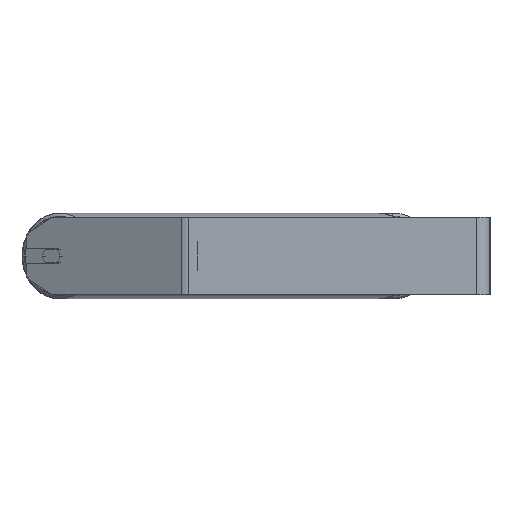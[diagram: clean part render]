
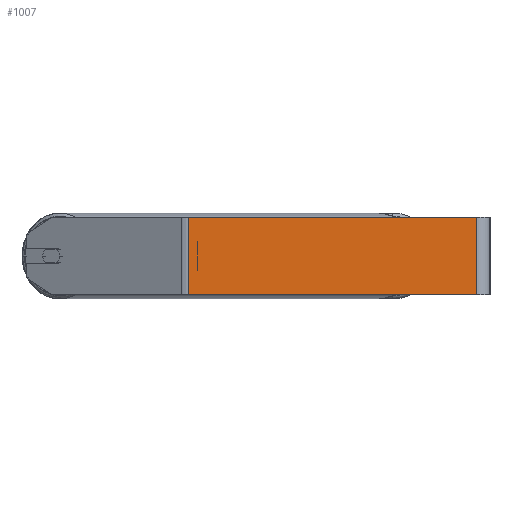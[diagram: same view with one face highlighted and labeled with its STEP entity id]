
A CAD part, left-side view. The second image highlights one B-rep face of the part: STEP entity #1007.
In plain terms, the highlighted planar face has unit normal (-1, 0, 0).
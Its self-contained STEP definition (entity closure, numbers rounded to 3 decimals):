
#35 = DIRECTION ( 'NONE',  ( 0., -1., 0. ) ) ;
#312 = CARTESIAN_POINT ( 'NONE',  ( -1045., 312.938, 40. ) ) ;
#793 = CARTESIAN_POINT ( 'NONE',  ( -1045., 312.938, -40. ) ) ;
#902 = ORIENTED_EDGE ( 'NONE', *, *, #8095, .F. ) ;
#937 = CARTESIAN_POINT ( 'NONE',  ( -1045., 316.689, 40. ) ) ;
#941 = EDGE_LOOP ( 'NONE', ( #4500, #8619, #902, #4552 ) ) ;
#1007 = ADVANCED_FACE ( 'NONE', ( #4167 ), #1325, .F. ) ;
#1056 = EDGE_CURVE ( 'NONE', #1655, #5215, #4823, .T. ) ;
#1325 = PLANE ( 'NONE',  #6551 ) ;
#1655 = VERTEX_POINT ( 'NONE', #1976 ) ;
#1681 = DIRECTION ( 'NONE',  ( 0., 0., -1. ) ) ;
#1976 = CARTESIAN_POINT ( 'NONE',  ( -1045., 312.938, 40. ) ) ;
#2855 = VECTOR ( 'NONE', #4269, 1000. ) ;
#3196 = EDGE_CURVE ( 'NONE', #5215, #4838, #3699, .T. ) ;
#3368 = DIRECTION ( 'NONE',  ( 0., 0., -1. ) ) ;
#3443 = CARTESIAN_POINT ( 'NONE',  ( -1045., 316.689, -40. ) ) ;
#3574 = LINE ( 'NONE', #4847, #5809 ) ;
#3699 = LINE ( 'NONE', #3443, #5472 ) ;
#4032 = CARTESIAN_POINT ( 'NONE',  ( -1045., 316.689, 40. ) ) ;
#4167 = FACE_OUTER_BOUND ( 'NONE', #941, .T. ) ;
#4269 = DIRECTION ( 'NONE',  ( 0., -1., 0. ) ) ;
#4500 = ORIENTED_EDGE ( 'NONE', *, *, #3196, .T. ) ;
#4552 = ORIENTED_EDGE ( 'NONE', *, *, #1056, .T. ) ;
#4775 = DIRECTION ( 'NONE',  ( 1., 0., 0. ) ) ;
#4823 = LINE ( 'NONE', #312, #7395 ) ;
#4838 = VERTEX_POINT ( 'NONE', #4929 ) ;
#4847 = CARTESIAN_POINT ( 'NONE',  ( -1045., 14., 40. ) ) ;
#4876 = LINE ( 'NONE', #937, #2855 ) ;
#4929 = CARTESIAN_POINT ( 'NONE',  ( -1045., 14., -40. ) ) ;
#5215 = VERTEX_POINT ( 'NONE', #793 ) ;
#5472 = VECTOR ( 'NONE', #35, 1000. ) ;
#5809 = VECTOR ( 'NONE', #6269, 1000. ) ;
#6269 = DIRECTION ( 'NONE',  ( 0., 0., -1. ) ) ;
#6551 = AXIS2_PLACEMENT_3D ( 'NONE', #4032, #4775, #3368 ) ;
#7015 = VERTEX_POINT ( 'NONE', #8492 ) ;
#7395 = VECTOR ( 'NONE', #1681, 1000. ) ;
#7700 = EDGE_CURVE ( 'NONE', #7015, #4838, #3574, .T. ) ;
#8095 = EDGE_CURVE ( 'NONE', #1655, #7015, #4876, .T. ) ;
#8492 = CARTESIAN_POINT ( 'NONE',  ( -1045., 14., 40. ) ) ;
#8619 = ORIENTED_EDGE ( 'NONE', *, *, #7700, .F. ) ;
